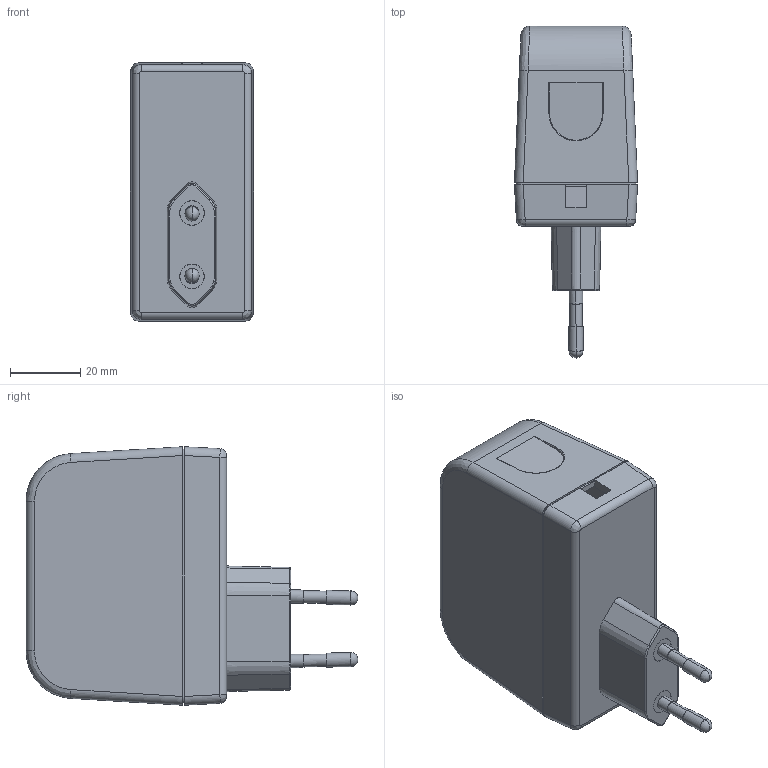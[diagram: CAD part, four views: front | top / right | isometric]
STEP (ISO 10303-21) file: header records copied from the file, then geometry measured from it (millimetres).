
FILE_DESCRIPTION((''),'2;1');
FILE_NAME('GT-86240-WWVV-X_X-W2E_ASM','2022-10-08T14:47:05',('jirenqiang'),(''),'CREO PARAMETRIC BY PTC INC, 2018050','CREO PARAMETRIC BY PTC INC, 2018050','');
FILE_SCHEMA(('CONFIG_CONTROL_DESIGN'));
Length unit declared in the file: millimetre
Products named in the file (4): TOP_1; UP_BOT_51; UP-PIN1_3; GT-86240-WWVV-X_X-W2E_ASM
Assembly tree (3 placements, depth 2):
  GT-86240-WWVV-X_X-W2E_ASM
    TOP_1
    UP_BOT_51
    UP-PIN1_3
Bounding box: 35 x 94.34 x 73.5 mm (x, y, z)
Volume: 36055.4 mm3; surface area: 36719.6 mm2
Topology: 3 solids, 3 shells, 670 faces, 1852 edges, 1205 vertices
Faces by surface type: plane 429, cylinder 151, bspline 30, cone 26, torus 20, extrusion 8, sphere 6
Entity records: 24355 total; most frequent: CARTESIAN_POINT 7522, ORIENTED_EDGE 3692, DIRECTION 3162, EDGE_CURVE 1846, VECTOR 1338, LINE 1330, VERTEX_POINT 1205, AXIS2_PLACEMENT_3D 912
